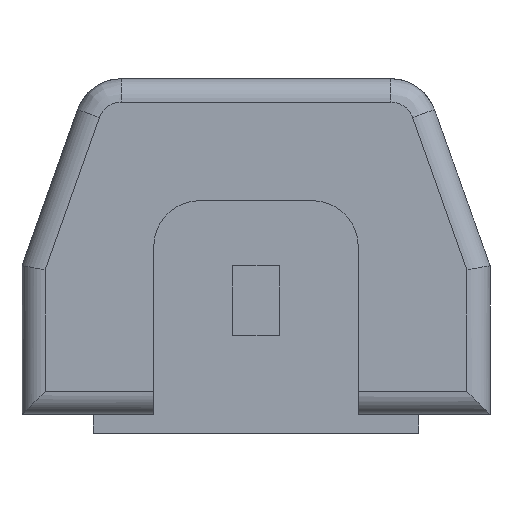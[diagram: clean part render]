
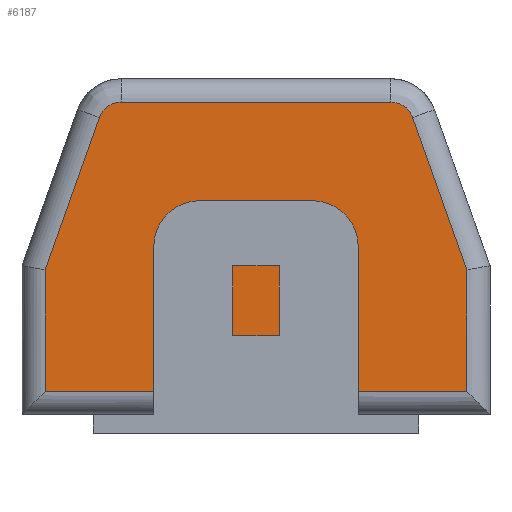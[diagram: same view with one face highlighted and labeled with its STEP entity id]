
A CAD part, left-side view. The second image highlights one B-rep face of the part: STEP entity #6187.
In plain terms, the highlighted face is planar.
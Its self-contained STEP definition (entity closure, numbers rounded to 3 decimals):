
#96=PLANE('',#6693);
#287=B_SPLINE_CURVE_WITH_KNOTS('',3,(#9965,#9966,#9967,#9968,#9969,#9970,
#9971),.UNSPECIFIED.,.F.,.F.,(4,3,4),(0.,0.5,1.),.UNSPECIFIED.);
#581=FACE_OUTER_BOUND('',#985,.T.);
#985=EDGE_LOOP('',(#4518,#4519,#4520,#4521,#4522,#4523,#4524,#4525));
#1403=LINE('',#9891,#1848);
#1406=LINE('',#9909,#1851);
#1410=LINE('',#9924,#1855);
#1411=LINE('',#9928,#1856);
#1416=LINE('',#10013,#1861);
#1417=LINE('',#10015,#1862);
#1848=VECTOR('',#7669,1.307);
#1851=VECTOR('',#7690,1.307);
#1855=VECTOR('',#7712,1.737);
#1856=VECTOR('',#7717,1.737);
#1861=VECTOR('',#7748,2.894);
#1862=VECTOR('',#7751,4.53);
#2267=CIRCLE('',#6685,0.25);
#2660=VERTEX_POINT('',#9889);
#2661=VERTEX_POINT('',#9890);
#2666=VERTEX_POINT('',#9907);
#2667=VERTEX_POINT('',#9908);
#2669=VERTEX_POINT('',#9922);
#2670=VERTEX_POINT('',#9926);
#2674=VERTEX_POINT('',#9963);
#2675=VERTEX_POINT('',#9987);
#3304=EDGE_CURVE('',#2660,#2661,#1403,.T.);
#3313=EDGE_CURVE('',#2666,#2667,#1406,.T.);
#3321=EDGE_CURVE('',#2660,#2669,#1410,.T.);
#3323=EDGE_CURVE('',#2670,#2667,#1411,.T.);
#3330=EDGE_CURVE('',#2669,#2674,#287,.T.);
#3331=EDGE_CURVE('',#2670,#2675,#2267,.T.);
#3337=EDGE_CURVE('',#2675,#2674,#1416,.T.);
#3338=EDGE_CURVE('',#2661,#2666,#1417,.T.);
#4518=ORIENTED_EDGE('',*,*,#3338,.F.);
#4519=ORIENTED_EDGE('',*,*,#3304,.F.);
#4520=ORIENTED_EDGE('',*,*,#3321,.T.);
#4521=ORIENTED_EDGE('',*,*,#3330,.T.);
#4522=ORIENTED_EDGE('',*,*,#3337,.F.);
#4523=ORIENTED_EDGE('',*,*,#3331,.F.);
#4524=ORIENTED_EDGE('',*,*,#3323,.T.);
#4525=ORIENTED_EDGE('',*,*,#3313,.F.);
#6187=ADVANCED_FACE('',(#581),#96,.T.);
#6685=AXIS2_PLACEMENT_3D('',#9988,#7732,#7733);
#6693=AXIS2_PLACEMENT_3D('',#10016,#7752,#7753);
#7669=DIRECTION('',(0.,0.,-1.));
#7690=DIRECTION('',(0.,0.,1.));
#7712=DIRECTION('',(0.335,0.,0.942));
#7717=DIRECTION('',(0.335,0.,-0.942));
#7732=DIRECTION('center_axis',(0.,-1.,0.));
#7733=DIRECTION('ref_axis',(0.,0.,
1.));
#7748=DIRECTION('',(-1.,0.,0.));
#7751=DIRECTION('',(1.,0.,0.));
#7752=DIRECTION('center_axis',(0.,1.,0.));
#7753=DIRECTION('ref_axis',(0.,0.,1.));
#9889=CARTESIAN_POINT('',(-2.265,4.715,1.757));
#9890=CARTESIAN_POINT('',(-2.265,4.715,0.45));
#9891=CARTESIAN_POINT('',(-2.265,4.715,0.));
#9907=CARTESIAN_POINT('',(2.265,4.715,0.45));
#9908=CARTESIAN_POINT('',(2.265,4.715,1.757));
#9909=CARTESIAN_POINT('',(2.265,4.715,0.));
#9922=CARTESIAN_POINT('',(-1.683,4.715,3.394));
#9924=CARTESIAN_POINT('',(-1.98,4.715,2.559));
#9926=CARTESIAN_POINT('',(1.683,4.715,3.394));
#9928=CARTESIAN_POINT('',(1.983,4.715,2.551));
#9963=CARTESIAN_POINT('',(-1.447,4.715,3.56));
#9965=CARTESIAN_POINT('Ctrl Pts',(-1.683,4.715,3.394));
#9966=CARTESIAN_POINT('Ctrl Pts',(-1.665,4.715,3.444));
#9967=CARTESIAN_POINT('Ctrl Pts',(-1.634,4.715,3.484));
#9968=CARTESIAN_POINT('Ctrl Pts',(-1.591,4.715,3.514));
#9969=CARTESIAN_POINT('Ctrl Pts',(-1.548,4.715,3.545));
#9970=CARTESIAN_POINT('Ctrl Pts',(-1.5,4.715,3.56));
#9971=CARTESIAN_POINT('Ctrl Pts',(-1.447,4.715,3.56));
#9987=CARTESIAN_POINT('',(1.447,4.715,3.56));
#9988=CARTESIAN_POINT('Origin',(1.447,4.715,3.31));
#10013=CARTESIAN_POINT('',(0.,4.715,3.56));
#10015=CARTESIAN_POINT('',(0.,4.715,0.45));
#10016=CARTESIAN_POINT('Origin',(0.,4.715,0.));
